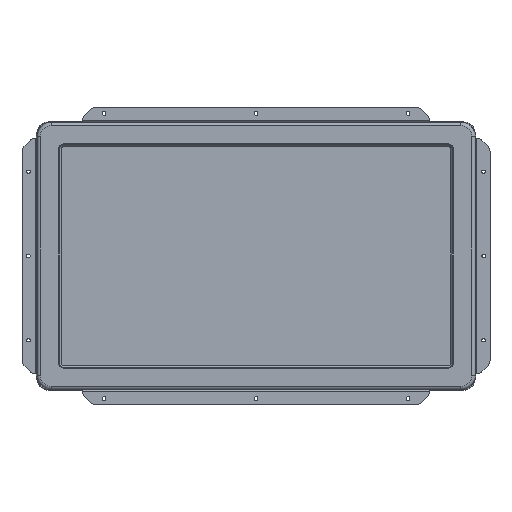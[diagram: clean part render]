
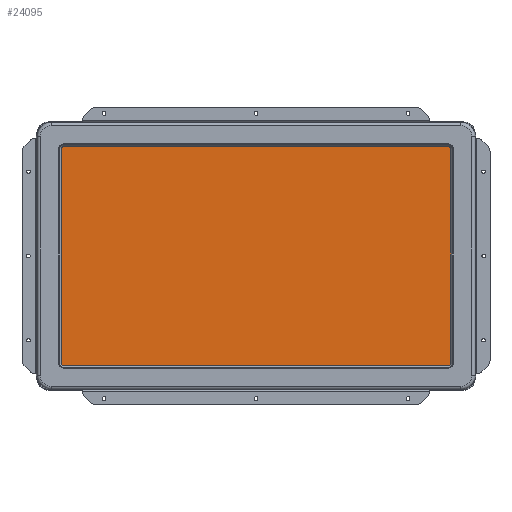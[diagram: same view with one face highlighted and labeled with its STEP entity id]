
A CAD part, top view. The second image highlights one B-rep face of the part: STEP entity #24095.
In plain terms, the highlighted planar face has unit normal (0, 0, 1).
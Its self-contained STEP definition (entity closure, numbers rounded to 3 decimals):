
#5678=DIRECTION('',(0.,1.,0.));
#5679=VECTOR('',#5678,318.24);
#5680=CARTESIAN_POINT('',(291.82,-159.12,-15.2));
#5681=LINE('',#5680,#5679);
#5682=CARTESIAN_POINT('',(285.12,-159.12,-15.2));
#5683=DIRECTION('',(0.,0.,1.));
#5684=DIRECTION('',(0.,-1.,0.));
#5685=AXIS2_PLACEMENT_3D('',#5682,#5683,#5684);
#5687=DIRECTION('',(1.,0.,0.));
#5688=VECTOR('',#5687,570.24);
#5689=CARTESIAN_POINT('',(-285.12,-165.82,-15.2));
#5690=LINE('',#5689,#5688);
#5691=CARTESIAN_POINT('',(-285.12,-159.12,-15.2));
#5692=DIRECTION('',(0.,0.,1.));
#5693=DIRECTION('',(-1.,0.,0.));
#5694=AXIS2_PLACEMENT_3D('',#5691,#5692,#5693);
#5696=DIRECTION('',(0.,-1.,0.));
#5697=VECTOR('',#5696,318.24);
#5698=CARTESIAN_POINT('',(-291.82,159.12,-15.2));
#5699=LINE('',#5698,#5697);
#5700=CARTESIAN_POINT('',(-285.12,159.12,-15.2));
#5701=DIRECTION('',(0.,0.,1.));
#5702=DIRECTION('',(0.,1.,0.));
#5703=AXIS2_PLACEMENT_3D('',#5700,#5701,#5702);
#5705=DIRECTION('',(-1.,0.,0.));
#5706=VECTOR('',#5705,570.24);
#5707=CARTESIAN_POINT('',(285.12,165.82,-15.2));
#5708=LINE('',#5707,#5706);
#5709=CARTESIAN_POINT('',(285.12,159.12,-15.2));
#5710=DIRECTION('',(0.,0.,1.));
#5711=DIRECTION('',(1.,0.,0.));
#5712=AXIS2_PLACEMENT_3D('',#5709,#5710,#5711);
#15026=CARTESIAN_POINT('',(291.82,-159.12,-15.2));
#15027=CARTESIAN_POINT('',(291.82,159.12,-15.2));
#15028=VERTEX_POINT('',#15026);
#15029=VERTEX_POINT('',#15027);
#15030=CARTESIAN_POINT('',(285.12,165.82,-15.2));
#15031=VERTEX_POINT('',#15030);
#15032=CARTESIAN_POINT('',(-285.12,165.82,-15.2));
#15033=VERTEX_POINT('',#15032);
#15034=CARTESIAN_POINT('',(-291.82,159.12,-15.2));
#15035=VERTEX_POINT('',#15034);
#15036=CARTESIAN_POINT('',(-291.82,-159.12,-15.2));
#15037=VERTEX_POINT('',#15036);
#15038=CARTESIAN_POINT('',(-285.12,-165.82,-15.2));
#15039=VERTEX_POINT('',#15038);
#15040=CARTESIAN_POINT('',(285.12,-165.82,-15.2));
#15041=VERTEX_POINT('',#15040);
#24080=CARTESIAN_POINT('',(0.,0.,-15.2));
#24081=DIRECTION('',(0.,0.,1.));
#24082=DIRECTION('',(1.,0.,0.));
#24083=AXIS2_PLACEMENT_3D('',#24080,#24081,#24082);
#24084=PLANE('',#24083);
#24085=ORIENTED_EDGE('',*,*,#23975,.F.);
#24086=ORIENTED_EDGE('',*,*,#23992,.F.);
#24087=ORIENTED_EDGE('',*,*,#24004,.F.);
#24088=ORIENTED_EDGE('',*,*,#24018,.F.);
#24089=ORIENTED_EDGE('',*,*,#24032,.F.);
#24090=ORIENTED_EDGE('',*,*,#24046,.F.);
#24091=ORIENTED_EDGE('',*,*,#24060,.F.);
#24092=ORIENTED_EDGE('',*,*,#24073,.F.);
#24093=EDGE_LOOP('',(#24085,#24086,#24087,#24088,#24089,#24090,#24091,#24092));
#24094=FACE_OUTER_BOUND('',#24093,.F.);
#24095=ADVANCED_FACE('',(#24094),#24084,.T.);
#5686=CIRCLE('',#5685,6.7);
#5695=CIRCLE('',#5694,6.7);
#5704=CIRCLE('',#5703,6.7);
#5713=CIRCLE('',#5712,6.7);
#23975=EDGE_CURVE('',#15028,#15029,#5681,.T.);
#23992=EDGE_CURVE('',#15041,#15028,#5686,.T.);
#24004=EDGE_CURVE('',#15039,#15041,#5690,.T.);
#24018=EDGE_CURVE('',#15037,#15039,#5695,.T.);
#24032=EDGE_CURVE('',#15035,#15037,#5699,.T.);
#24046=EDGE_CURVE('',#15033,#15035,#5704,.T.);
#24060=EDGE_CURVE('',#15031,#15033,#5708,.T.);
#24073=EDGE_CURVE('',#15029,#15031,#5713,.T.);
